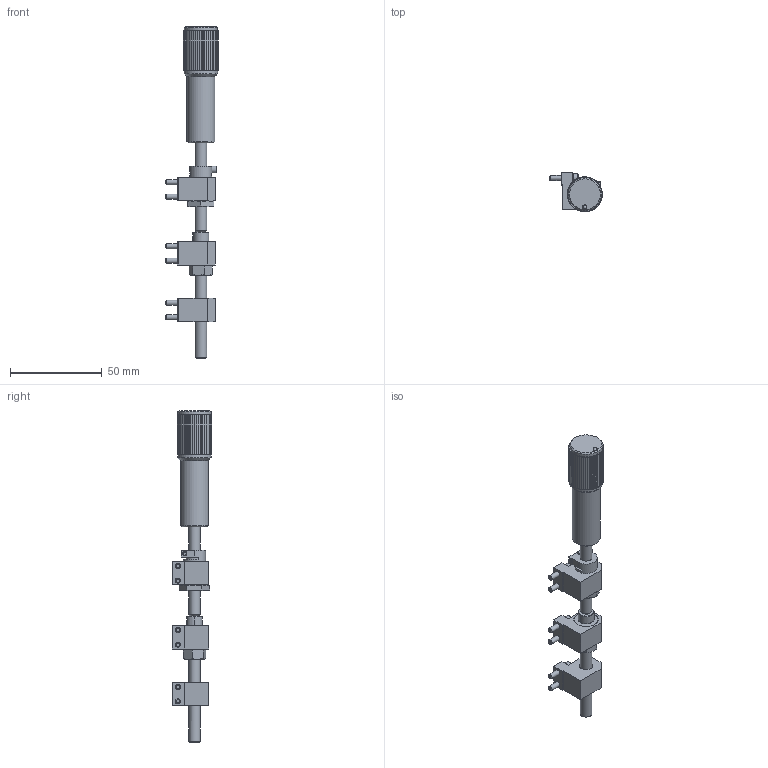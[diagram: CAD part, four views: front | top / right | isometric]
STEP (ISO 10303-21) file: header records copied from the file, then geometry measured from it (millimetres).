
FILE_DESCRIPTION (( 'STEP AP203' ), '1' );
FILE_NAME ('90900000E_step.STEP', '2018-11-07T15:29:41', ( '' ), ( '' ), 'SwSTEP 2.0', 'SolidWorks 2016', '' );
FILE_SCHEMA (( 'CONFIG_CONTROL_DESIGN' ));
Length unit declared in the file: inch
Products named in the file (1): 90900000E_step
Bounding box: 28.7 x 21.72 x 181.37 mm (x, y, z)
Volume: 30934.6 mm3; surface area: 11792 mm2
Topology: 1 solids, 2 shells, 478 faces, 1170 edges, 733 vertices
Faces by surface type: plane 278, cone 95, cylinder 90, bspline 14, sphere 1
Full cylindrical faces by diameter (mm): 1.587 x1, 1.778 x2, 2.007 x1, 2.337 x1, 2.845 x6, 3.556 x1, 4.648 x6, 6.35 x4, 8.255 x1, 9.906 x2, 12.827 x2, 15.24 x1, 18.11 x1, 18.364 x1
Entity records: 13803 total; most frequent: CARTESIAN_POINT 2901, DIRECTION 2232, ORIENTED_EDGE 2158, EDGE_CURVE 1079, AXIS2_PLACEMENT_3D 778, VERTEX_POINT 707, VECTOR 676, LINE 676
